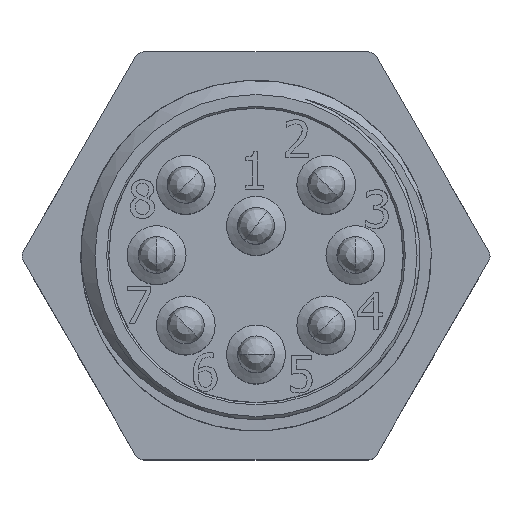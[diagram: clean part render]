
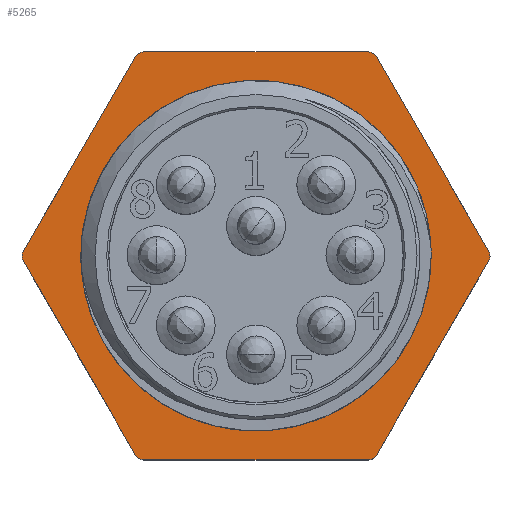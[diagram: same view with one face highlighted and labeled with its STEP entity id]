
A CAD part, top view. The second image highlights one B-rep face of the part: STEP entity #5265.
In plain terms, the highlighted planar face has unit normal (0, 0, 1).
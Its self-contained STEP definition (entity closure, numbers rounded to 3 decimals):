
#171=FACE_BOUND($,#1534,.T.);
#271=CIRCLE($,#5628,0.508);
#293=CIRCLE($,#5661,9.258);
#306=CIRCLE($,#5705,0.508);
#307=CIRCLE($,#5706,0.508);
#308=CIRCLE($,#5707,0.508);
#309=CIRCLE($,#5708,0.508);
#310=CIRCLE($,#5709,0.508);
#1152=FACE_OUTER_BOUND($,#1533,.T.);
#1533=EDGE_LOOP($,(#3874,#3875,#3876,#3877,#3878,#3879,#3880,#3881,#3882,
#3883,#3884,#3885));
#1534=EDGE_LOOP($,(#3886));
#1920=LINE($,#9012,#2211);
#1922=LINE($,#9016,#2213);
#1925=LINE($,#9022,#2216);
#1928=LINE($,#9028,#2219);
#1931=LINE($,#9034,#2222);
#1933=LINE($,#9039,#2224);
#2211=VECTOR($,#6224,12.113);
#2213=VECTOR($,#6228,12.113);
#2216=VECTOR($,#6233,12.113);
#2219=VECTOR($,#6238,12.113);
#2222=VECTOR($,#6243,12.113);
#2224=VECTOR($,#6247,12.113);
#2517=VERTEX_POINT($,#8594);
#2518=VERTEX_POINT($,#8596);
#2540=VERTEX_POINT($,#8652);
#2587=VERTEX_POINT($,#9011);
#2588=VERTEX_POINT($,#9015);
#2589=VERTEX_POINT($,#9019);
#2590=VERTEX_POINT($,#9021);
#2591=VERTEX_POINT($,#9025);
#2592=VERTEX_POINT($,#9027);
#2593=VERTEX_POINT($,#9031);
#2594=VERTEX_POINT($,#9033);
#2595=VERTEX_POINT($,#9037);
#2596=VERTEX_POINT($,#9038);
#3028=EDGE_CURVE($,#2518,#2517,#271,.T.);
#3051=EDGE_CURVE($,#2540,#2540,#293,.T.);
#3103=EDGE_CURVE($,#2517,#2587,#1920,.T.);
#3105=EDGE_CURVE($,#2588,#2518,#1922,.T.);
#3108=EDGE_CURVE($,#2590,#2589,#1925,.T.);
#3111=EDGE_CURVE($,#2592,#2591,#1928,.T.);
#3114=EDGE_CURVE($,#2594,#2593,#1931,.T.);
#3116=EDGE_CURVE($,#2595,#2596,#1933,.T.);
#3119=EDGE_CURVE($,#2587,#2595,#306,.T.);
#3120=EDGE_CURVE($,#2596,#2594,#307,.T.);
#3121=EDGE_CURVE($,#2593,#2592,#308,.T.);
#3122=EDGE_CURVE($,#2591,#2590,#309,.T.);
#3123=EDGE_CURVE($,#2589,#2588,#310,.T.);
#3874=ORIENTED_EDGE($,*,*,#3105,.T.);
#3875=ORIENTED_EDGE($,*,*,#3028,.T.);
#3876=ORIENTED_EDGE($,*,*,#3103,.T.);
#3877=ORIENTED_EDGE($,*,*,#3119,.T.);
#3878=ORIENTED_EDGE($,*,*,#3116,.T.);
#3879=ORIENTED_EDGE($,*,*,#3120,.T.);
#3880=ORIENTED_EDGE($,*,*,#3114,.T.);
#3881=ORIENTED_EDGE($,*,*,#3121,.T.);
#3882=ORIENTED_EDGE($,*,*,#3111,.T.);
#3883=ORIENTED_EDGE($,*,*,#3122,.T.);
#3884=ORIENTED_EDGE($,*,*,#3108,.T.);
#3885=ORIENTED_EDGE($,*,*,#3123,.T.);
#3886=ORIENTED_EDGE($,*,*,#3051,.T.);
#5086=PLANE($,#5704);
#5265=ADVANCED_FACE($,(#1152,#171),#5086,.T.);
#5628=AXIS2_PLACEMENT_3D($,#8597,#6089,#6090);
#5661=AXIS2_PLACEMENT_3D($,#8653,#6156,#6157);
#5704=AXIS2_PLACEMENT_3D($,#9048,#6262,#6263);
#5705=AXIS2_PLACEMENT_3D($,#9049,#6264,#6265);
#5706=AXIS2_PLACEMENT_3D($,#9050,#6266,#6267);
#5707=AXIS2_PLACEMENT_3D($,#9051,#6268,#6269);
#5708=AXIS2_PLACEMENT_3D($,#9052,#6270,#6271);
#5709=AXIS2_PLACEMENT_3D($,#9053,#6272,#6273);
#6089=DIRECTION('center_axis',(0.,0.,1.));
#6090=DIRECTION('ref_axis',(1.,0.,0.));
#6156=DIRECTION('center_axis',(0.,0.,-1.));
#6157=DIRECTION('ref_axis',(1.,0.,0.));
#6224=DIRECTION($,(-0.5,0.866,0.));
#6228=DIRECTION($,(0.5,0.866,0.));
#6233=DIRECTION($,(1.,0.,0.));
#6238=DIRECTION($,(0.5,-0.866,0.));
#6243=DIRECTION($,(-0.5,-0.866,0.));
#6247=DIRECTION($,(-1.,0.,0.));
#6262=DIRECTION('center_axis',(0.,0.,1.));
#6263=DIRECTION('ref_axis',(1.,0.,0.));
#6264=DIRECTION('center_axis',(0.,0.,1.));
#6265=DIRECTION('ref_axis',(1.,0.,0.));
#6266=DIRECTION('center_axis',(0.,0.,1.));
#6267=DIRECTION('ref_axis',(1.,0.,0.));
#6268=DIRECTION('center_axis',(0.,0.,1.));
#6269=DIRECTION('ref_axis',(1.,0.,0.));
#6270=DIRECTION('center_axis',(0.,0.,1.));
#6271=DIRECTION('ref_axis',(1.,0.,0.));
#6272=DIRECTION('center_axis',(0.,0.,1.));
#6273=DIRECTION('ref_axis',(1.,0.,0.));
#8594=CARTESIAN_POINT('',(12.553,0.254,-9.525));
#8596=CARTESIAN_POINT('',(12.553,-0.254,-9.525));
#8597=CARTESIAN_POINT('Origin',(12.113,0.,
-9.525));
#8652=CARTESIAN_POINT('',(9.258,0.,-9.525));
#8653=CARTESIAN_POINT('Origin',(0.,0.,-9.525));
#9011=CARTESIAN_POINT('',(6.496,10.744,-9.525));
#9012=CARTESIAN_POINT($,(12.553,0.254,-9.525));
#9015=CARTESIAN_POINT('',(6.496,-10.744,-9.525));
#9016=CARTESIAN_POINT($,(6.496,-10.744,-9.525));
#9019=CARTESIAN_POINT('',(6.057,-10.998,-9.525));
#9021=CARTESIAN_POINT('',(-6.057,-10.998,-9.525));
#9022=CARTESIAN_POINT($,(-6.057,-10.998,-9.525));
#9025=CARTESIAN_POINT('',(-6.496,-10.744,-9.525));
#9027=CARTESIAN_POINT('',(-12.553,-0.254,-9.525));
#9028=CARTESIAN_POINT($,(-12.553,-0.254,-9.525));
#9031=CARTESIAN_POINT('',(-12.553,0.254,-9.525));
#9033=CARTESIAN_POINT('',(-6.496,10.744,-9.525));
#9034=CARTESIAN_POINT($,(-6.496,10.744,-9.525));
#9037=CARTESIAN_POINT('',(6.057,10.998,-9.525));
#9038=CARTESIAN_POINT('',(-6.057,10.998,-9.525));
#9039=CARTESIAN_POINT($,(6.057,10.998,-9.525));
#9048=CARTESIAN_POINT('Origin',(0.,0.,-9.525));
#9049=CARTESIAN_POINT('Origin',(6.057,10.49,-9.525));
#9050=CARTESIAN_POINT('Origin',(-6.057,10.49,-9.525));
#9051=CARTESIAN_POINT('Origin',(-12.113,0.,
-9.525));
#9052=CARTESIAN_POINT('Origin',(-6.057,-10.49,-9.525));
#9053=CARTESIAN_POINT('Origin',(6.057,-10.49,-9.525));
